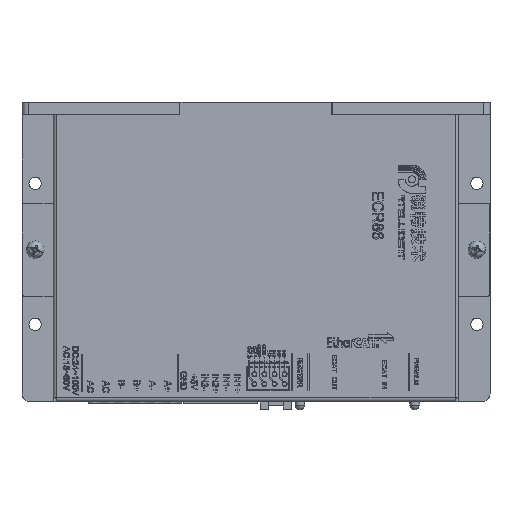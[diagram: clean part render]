
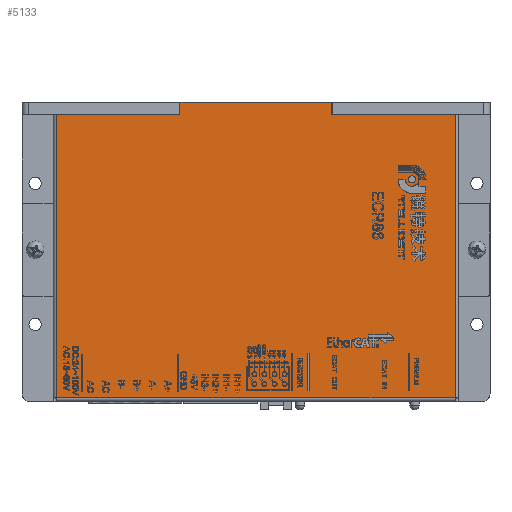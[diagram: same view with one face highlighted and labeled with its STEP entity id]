
A CAD part, top view. The second image highlights one B-rep face of the part: STEP entity #5133.
In plain terms, the highlighted planar face has unit normal (0, 0, 1).
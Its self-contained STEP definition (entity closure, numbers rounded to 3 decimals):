
#371=DIRECTION('',(-1.,0.,0.));
#372=VECTOR('',#371,128.5);
#373=CARTESIAN_POINT('',(64.25,-45.7,0.));
#374=LINE('',#373,#372);
#375=DIRECTION('',(0.,1.,0.));
#376=VECTOR('',#375,91.4);
#377=CARTESIAN_POINT('',(-64.25,-45.7,0.));
#378=LINE('',#377,#376);
#405=DIRECTION('',(1.,0.,0.));
#406=VECTOR('',#405,39.75);
#407=CARTESIAN_POINT('',(-64.25,45.7,0.));
#408=LINE('',#407,#406);
#409=DIRECTION('',(0.,1.,0.));
#410=VECTOR('',#409,4.);
#411=CARTESIAN_POINT('',(-24.5,45.7,0.));
#412=LINE('',#411,#410);
#417=DIRECTION('',(1.,0.,0.));
#418=VECTOR('',#417,49.);
#419=CARTESIAN_POINT('',(-24.5,49.7,0.));
#420=LINE('',#419,#418);
#425=DIRECTION('',(0.,-1.,0.));
#426=VECTOR('',#425,4.);
#427=CARTESIAN_POINT('',(24.5,49.7,0.));
#428=LINE('',#427,#426);
#433=DIRECTION('',(1.,0.,0.));
#434=VECTOR('',#433,39.75);
#435=CARTESIAN_POINT('',(24.5,45.7,0.));
#436=LINE('',#435,#434);
#499=DIRECTION('',(0.,-1.,0.));
#500=VECTOR('',#499,91.4);
#501=CARTESIAN_POINT('',(64.25,45.7,0.));
#502=LINE('',#501,#500);
#3443=CARTESIAN_POINT('',(-64.25,-45.7,0.));
#3444=VERTEX_POINT('',#3443);
#3483=CARTESIAN_POINT('',(64.25,-45.7,0.));
#3485=VERTEX_POINT('',#3483);
#3495=CARTESIAN_POINT('',(24.5,45.7,0.));
#3496=CARTESIAN_POINT('',(64.25,45.7,0.));
#3497=VERTEX_POINT('',#3495);
#3498=VERTEX_POINT('',#3496);
#3503=CARTESIAN_POINT('',(-64.25,45.7,0.));
#3504=VERTEX_POINT('',#3503);
#3505=CARTESIAN_POINT('',(24.5,49.7,0.));
#3506=VERTEX_POINT('',#3505);
#3507=CARTESIAN_POINT('',(-24.5,49.7,0.));
#3508=VERTEX_POINT('',#3507);
#3509=CARTESIAN_POINT('',(-24.5,45.7,0.));
#3510=VERTEX_POINT('',#3509);
#5111=CARTESIAN_POINT('',(0.,0.,0.));
#5112=DIRECTION('',(0.,0.,1.));
#5113=DIRECTION('',(1.,0.,0.));
#5114=AXIS2_PLACEMENT_3D('',#5111,#5112,#5113);
#5115=PLANE('',#5114);
#5117=ORIENTED_EDGE('',*,*,#5116,.T.);
#5119=ORIENTED_EDGE('',*,*,#5118,.T.);
#5121=ORIENTED_EDGE('',*,*,#5120,.T.);
#5123=ORIENTED_EDGE('',*,*,#5122,.T.);
#5125=ORIENTED_EDGE('',*,*,#5124,.T.);
#5127=ORIENTED_EDGE('',*,*,#5126,.T.);
#5129=ORIENTED_EDGE('',*,*,#5128,.T.);
#5130=ORIENTED_EDGE('',*,*,#5097,.T.);
#5131=EDGE_LOOP('',(#5117,#5119,#5121,#5123,#5125,#5127,#5129,#5130));
#5132=FACE_OUTER_BOUND('',#5131,.F.);
#5133=ADVANCED_FACE('',(#5132),#5115,.T.);
#5097=EDGE_CURVE('',#3485,#3444,#374,.T.);
#5116=EDGE_CURVE('',#3444,#3504,#378,.T.);
#5118=EDGE_CURVE('',#3504,#3510,#408,.T.);
#5120=EDGE_CURVE('',#3510,#3508,#412,.T.);
#5122=EDGE_CURVE('',#3508,#3506,#420,.T.);
#5124=EDGE_CURVE('',#3506,#3497,#428,.T.);
#5126=EDGE_CURVE('',#3497,#3498,#436,.T.);
#5128=EDGE_CURVE('',#3498,#3485,#502,.T.);
